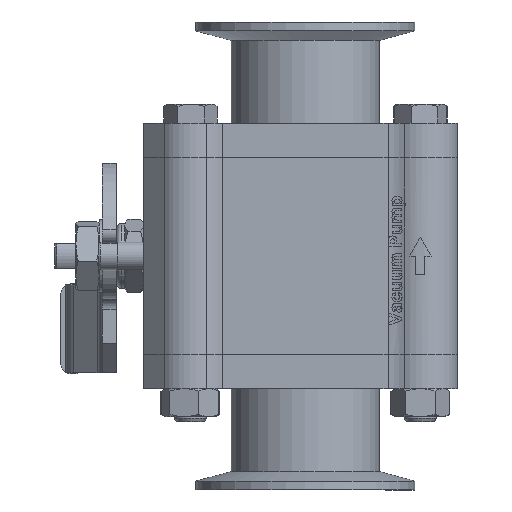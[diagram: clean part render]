
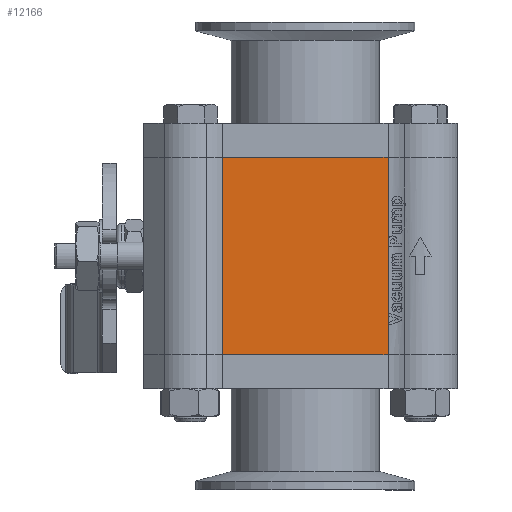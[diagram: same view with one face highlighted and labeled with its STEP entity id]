
A CAD part, left-side view. The second image highlights one B-rep face of the part: STEP entity #12166.
In plain terms, the highlighted planar face has unit normal (-1, 0, 0).
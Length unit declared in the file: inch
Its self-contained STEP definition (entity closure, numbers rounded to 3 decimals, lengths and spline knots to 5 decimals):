
#547=PLANE('',#13125);
#1236=FACE_OUTER_BOUND('',#1861,.T.);
#1861=EDGE_LOOP('',(#9895,#9896,#9897,#9898));
#2852=LINE('',#22689,#3691);
#2874=LINE('',#22822,#3713);
#2875=LINE('',#22824,#3714);
#2876=LINE('',#22825,#3715);
#3691=VECTOR('',#15353,0.3937);
#3713=VECTOR('',#15395,0.3937);
#3714=VECTOR('',#15396,0.3937);
#3715=VECTOR('',#15397,0.3937);
#5509=VERTEX_POINT('',#22686);
#5510=VERTEX_POINT('',#22688);
#5521=VERTEX_POINT('',#22821);
#5522=VERTEX_POINT('',#22823);
#7195=EDGE_CURVE('',#5509,#5510,#2852,.T.);
#7235=EDGE_CURVE('',#5510,#5521,#2874,.T.);
#7236=EDGE_CURVE('',#5522,#5509,#2875,.T.);
#7237=EDGE_CURVE('',#5522,#5521,#2876,.T.);
#9895=ORIENTED_EDGE('',*,*,#7235,.F.);
#9896=ORIENTED_EDGE('',*,*,#7195,.F.);
#9897=ORIENTED_EDGE('',*,*,#7236,.F.);
#9898=ORIENTED_EDGE('',*,*,#7237,.T.);
#12166=ADVANCED_FACE('',(#1236),#547,.T.);
#13125=AXIS2_PLACEMENT_3D('',#22820,#15393,#15394);
#15353=DIRECTION('',(0.,0.,-1.));
#15393=DIRECTION('center_axis',(-1.,0.,0.));
#15394=DIRECTION('ref_axis',(0.,0.,1.));
#15395=DIRECTION('',(0.,1.,0.));
#15396=DIRECTION('',(0.,-1.,0.));
#15397=DIRECTION('',(0.,0.,-1.));
#22686=CARTESIAN_POINT('',(-1.95,-1.11411,1.33));
#22688=CARTESIAN_POINT('',(-1.95,-1.11411,-1.33));
#22689=CARTESIAN_POINT('',(-1.95,-1.11411,1.33));
#22820=CARTESIAN_POINT('Origin',(-1.95,1.11411,1.33));
#22821=CARTESIAN_POINT('',(-1.95,1.11411,-1.33));
#22822=CARTESIAN_POINT('',(-1.95,0.55706,-1.33));
#22823=CARTESIAN_POINT('',(-1.95,1.11411,1.33));
#22824=CARTESIAN_POINT('',(-1.95,0.55706,1.33));
#22825=CARTESIAN_POINT('',(-1.95,1.11411,1.33));
